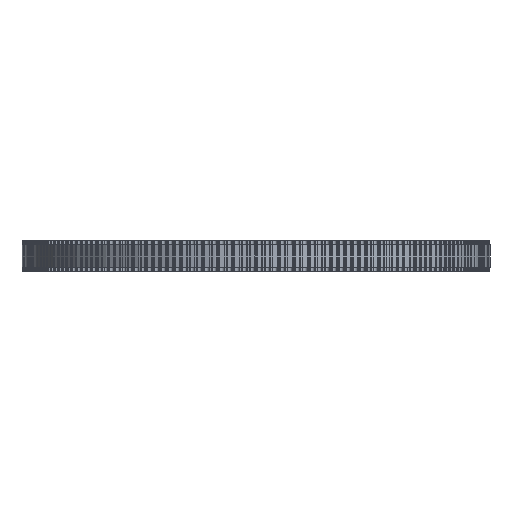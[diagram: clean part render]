
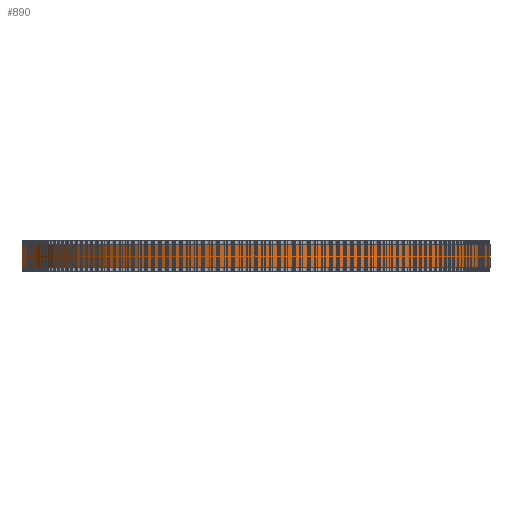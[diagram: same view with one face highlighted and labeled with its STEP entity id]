
A CAD part, front view. The second image highlights one B-rep face of the part: STEP entity #890.
In plain terms, the highlighted cylindrical face has radius 61.115 mm (diameter 122.231 mm), a full revolution.
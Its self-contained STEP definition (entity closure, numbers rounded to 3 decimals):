
#97=FACE_BOUND('',#3200,.T.);
#98=FACE_BOUND('',#3201,.T.);
#890=ADVANCED_FACE('',(#97,#98),#1659,.T.);
#1659=CYLINDRICAL_SURFACE('',#17039,61.115);
#3200=EDGE_LOOP('',(#9346));
#3201=EDGE_LOOP('',(#9347));
#9346=ORIENTED_EDGE('',*,*,#13190,.T.);
#9347=ORIENTED_EDGE('',*,*,#13191,.T.);
#10884=VERTEX_POINT('',#27040);
#10885=VERTEX_POINT('',#27042);
#13190=EDGE_CURVE('',#10884,#10884,#14728,.T.);
#13191=EDGE_CURVE('',#10885,#10885,#14729,.T.);
#14728=CIRCLE('',#17037,61.115);
#14729=CIRCLE('',#17038,61.115);
#17037=AXIS2_PLACEMENT_3D('',#27039,#22422,#22423);
#17038=AXIS2_PLACEMENT_3D('',#27041,#22424,#22425);
#17039=AXIS2_PLACEMENT_3D('',#27043,#22426,#22427);
#22422=DIRECTION('',(0.,0.,1.));
#22423=DIRECTION('',(1.,0.,0.));
#22424=DIRECTION('',(0.,0.,-1.));
#22425=DIRECTION('',(1.,0.,0.));
#22426=DIRECTION('',(0.,0.,1.));
#22427=DIRECTION('',(1.,0.,0.));
#27039=CARTESIAN_POINT('',(0.,0.,1.));
#27040=CARTESIAN_POINT('',(61.115,0.,1.));
#27041=CARTESIAN_POINT('',(0.,0.,7.));
#27042=CARTESIAN_POINT('',(61.115,0.,7.));
#27043=CARTESIAN_POINT('',(0.,0.,1.));
